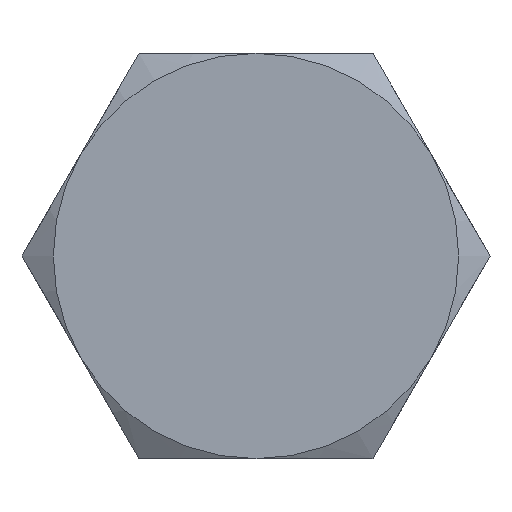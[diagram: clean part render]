
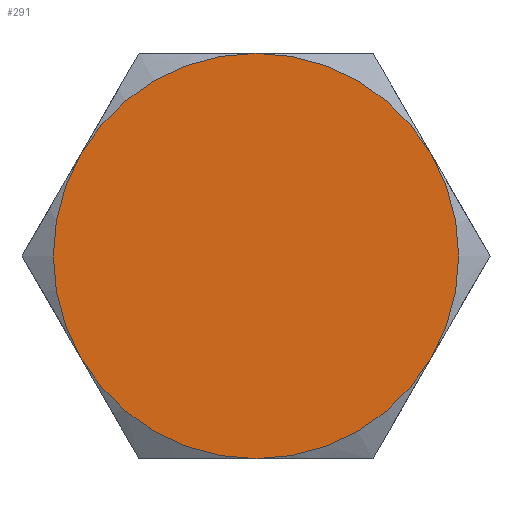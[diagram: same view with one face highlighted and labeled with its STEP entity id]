
A CAD part, left-side view. The second image highlights one B-rep face of the part: STEP entity #291.
In plain terms, the highlighted planar face has unit normal (-1, 0, 0).
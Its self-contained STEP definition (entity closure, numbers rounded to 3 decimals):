
#41=PLANE('',#360);
#61=FACE_OUTER_BOUND('',#81,.T.);
#81=EDGE_LOOP('',(#256,#257,#258,#259,#260,#261));
#119=CIRCLE('',#341,5.);
#120=CIRCLE('',#343,5.);
#121=CIRCLE('',#345,5.);
#122=CIRCLE('',#347,5.);
#123=CIRCLE('',#349,5.);
#124=CIRCLE('',#351,5.);
#131=VERTEX_POINT('',#464);
#133=VERTEX_POINT('',#469);
#135=VERTEX_POINT('',#476);
#136=VERTEX_POINT('',#485);
#139=VERTEX_POINT('',#496);
#140=VERTEX_POINT('',#505);
#158=EDGE_CURVE('',#133,#131,#119,.T.);
#162=EDGE_CURVE('',#135,#133,#120,.T.);
#164=EDGE_CURVE('',#131,#136,#121,.T.);
#168=EDGE_CURVE('',#139,#135,#122,.T.);
#170=EDGE_CURVE('',#136,#140,#123,.T.);
#174=EDGE_CURVE('',#140,#139,#124,.T.);
#256=ORIENTED_EDGE('',*,*,#158,.T.);
#257=ORIENTED_EDGE('',*,*,#164,.T.);
#258=ORIENTED_EDGE('',*,*,#170,.T.);
#259=ORIENTED_EDGE('',*,*,#174,.T.);
#260=ORIENTED_EDGE('',*,*,#168,.T.);
#261=ORIENTED_EDGE('',*,*,#162,.T.);
#291=ADVANCED_FACE('',(#61),#41,.F.);
#341=AXIS2_PLACEMENT_3D('',#470,#387,#388);
#343=AXIS2_PLACEMENT_3D('',#483,#391,#392);
#345=AXIS2_PLACEMENT_3D('',#490,#395,#396);
#347=AXIS2_PLACEMENT_3D('',#503,#399,#400);
#349=AXIS2_PLACEMENT_3D('',#510,#403,#404);
#351=AXIS2_PLACEMENT_3D('',#522,#407,#408);
#360=AXIS2_PLACEMENT_3D('',#550,#437,#438);
#387=DIRECTION('center_axis',(-1.,0.,0.));
#388=DIRECTION('ref_axis',(0.,1.,0.));
#391=DIRECTION('center_axis',(-1.,0.,0.));
#392=DIRECTION('ref_axis',(0.,1.,0.));
#395=DIRECTION('center_axis',(-1.,0.,0.));
#396=DIRECTION('ref_axis',(0.,1.,0.));
#399=DIRECTION('center_axis',(-1.,0.,0.));
#400=DIRECTION('ref_axis',(0.,1.,0.));
#403=DIRECTION('center_axis',(-1.,0.,0.));
#404=DIRECTION('ref_axis',(0.,1.,0.));
#407=DIRECTION('center_axis',(-1.,0.,0.));
#408=DIRECTION('ref_axis',(0.,1.,0.));
#437=DIRECTION('center_axis',(1.,0.,0.));
#438=DIRECTION('ref_axis',(0.,0.,-1.));
#464=CARTESIAN_POINT('',(-4.,4.33,2.5));
#469=CARTESIAN_POINT('',(-4.,0.,5.));
#470=CARTESIAN_POINT('Origin',(-4.,0.,0.));
#476=CARTESIAN_POINT('',(-4.,-4.33,2.5));
#483=CARTESIAN_POINT('Origin',(-4.,0.,0.));
#485=CARTESIAN_POINT('',(-4.,4.33,-2.5));
#490=CARTESIAN_POINT('Origin',(-4.,0.,0.));
#496=CARTESIAN_POINT('',(-4.,-4.33,-2.5));
#503=CARTESIAN_POINT('Origin',(-4.,0.,0.));
#505=CARTESIAN_POINT('',(-4.,0.,-5.));
#510=CARTESIAN_POINT('Origin',(-4.,0.,0.));
#522=CARTESIAN_POINT('Origin',(-4.,0.,0.));
#550=CARTESIAN_POINT('Origin',(-4.,0.,
0.));
